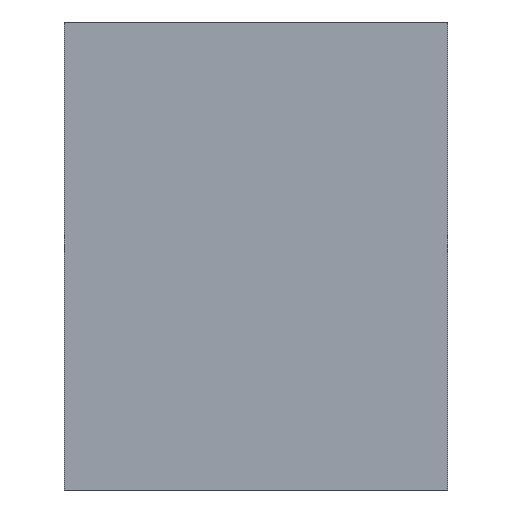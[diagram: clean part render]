
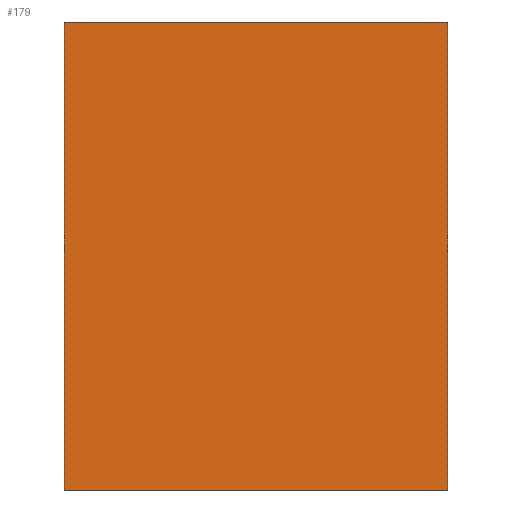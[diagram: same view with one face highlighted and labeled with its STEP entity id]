
A CAD part, left-side view. The second image highlights one B-rep face of the part: STEP entity #179.
In plain terms, the highlighted planar face has unit normal (-1, 0, 0).
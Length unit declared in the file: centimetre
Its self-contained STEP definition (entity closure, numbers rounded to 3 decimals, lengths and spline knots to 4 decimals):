
#18=FACE_OUTER_BOUND('',#28,.T.);
#28=EDGE_LOOP('',(#122,#123,#124,#125));
#38=LINE('',#267,#60);
#39=LINE('',#269,#61);
#40=LINE('',#271,#62);
#41=LINE('',#272,#63);
#60=VECTOR('',#219,1.);
#61=VECTOR('',#220,1.);
#62=VECTOR('',#221,1.);
#63=VECTOR('',#222,1.);
#82=VERTEX_POINT('',#265);
#83=VERTEX_POINT('',#266);
#84=VERTEX_POINT('',#268);
#85=VERTEX_POINT('',#270);
#98=EDGE_CURVE('',#82,#83,#38,.T.);
#99=EDGE_CURVE('',#83,#84,#39,.T.);
#100=EDGE_CURVE('',#85,#84,#40,.T.);
#101=EDGE_CURVE('',#82,#85,#41,.T.);
#122=ORIENTED_EDGE('',*,*,#98,.T.);
#123=ORIENTED_EDGE('',*,*,#99,.T.);
#124=ORIENTED_EDGE('',*,*,#100,.F.);
#125=ORIENTED_EDGE('',*,*,#101,.F.);
#170=PLANE('',#203);
#179=ADVANCED_FACE('',(#18),#170,.T.);
#203=AXIS2_PLACEMENT_3D('',#264,#217,#218);
#217=DIRECTION('center_axis',(-1.,0.,0.));
#218=DIRECTION('ref_axis',(0.,0.,1.));
#219=DIRECTION('',(0.,0.,1.));
#220=DIRECTION('',(0.,1.,0.));
#221=DIRECTION('',(0.,0.,1.));
#222=DIRECTION('',(0.,1.,0.));
#264=CARTESIAN_POINT('Origin',(-5.,0.,-3.0943));
#265=CARTESIAN_POINT('',(-5.,0.,-3.0943));
#266=CARTESIAN_POINT('',(-5.,0.,0.4478));
#267=CARTESIAN_POINT('',(-5.,0.,-3.0943));
#268=CARTESIAN_POINT('',(-5.,2.9,0.4478));
#269=CARTESIAN_POINT('',(-5.,0.,0.4478));
#270=CARTESIAN_POINT('',(-5.,2.9,-3.0943));
#271=CARTESIAN_POINT('',(-5.,2.9,-3.0943));
#272=CARTESIAN_POINT('',(-5.,0.,-3.0943));
